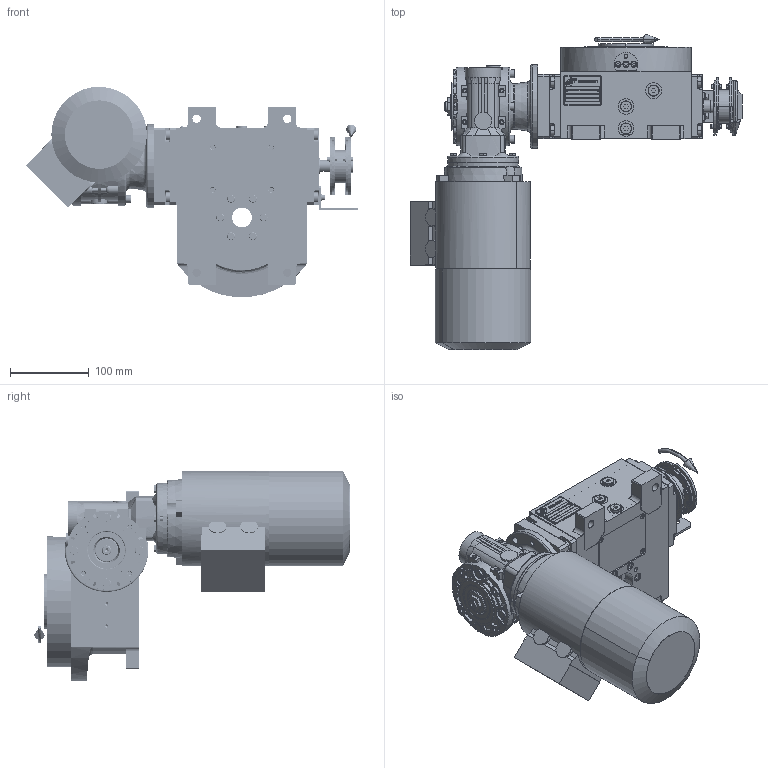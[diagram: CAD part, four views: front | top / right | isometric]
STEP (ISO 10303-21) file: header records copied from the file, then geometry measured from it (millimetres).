
FILE_DESCRIPTION (( 'STEP AP203' ), '1' );
FILE_NAME ('PC5201949.step', '2026-03-19T08:46:29', ( '' ), ( '' ), 'SwSTEP 2.0', 'SolidWorks 2020', '' );
FILE_SCHEMA (( 'CONFIG_CONTROL_DESIGN' ));
Length unit declared in the file: millimetre
Products named in the file (92): AS_900_38_30_003; cfn2000_01_147; AS_rig04_004; rig04_004; CFN2010_01_006.stp; cfn2000_01_151; rig04_015; cfn2205_01_012; olio_agip_blasia_150; cfn2151_01_092; CFN2155_01_007.stp; RIG06_021_AF0.stp; cfn2003_01_063; cfn2115_02_194; cfn2155_01_055; freccia_angolare_albero; AS_900_38_10_028; rig04_071_6_m.stp; rig04_007_master; cfn2070_05_001; cfn2000_01_161; cfn2055_01_002; CFN2000_01_185.stp; cfn2000_01_129; rig04_004_s_002; cfn2128_04_011; cfn2155_01_038; AS_rig04_014_s_001; RIG04_005_AF0.stp; AS_rig04_004_s_001; AS_rig04_071_6_m; cfn2000_01_184; AS_rig04_002_bl_004; cfn2155_01_186; AS_900_00_00_005; CFN2104_02_017.stp; cfn2151_01_162; cfn2151_01_087; cfn2115_02_182; RMI40_F1_LCB_DX_63B14 ...
Assembly tree (86 placements, depth 5):
  CFN2010_01_006.stp
  cfn2205_01_012
  olio_agip_blasia_150
  cfn2151_01_092
  rig04_007_master
Bounding box: 420.63 x 399.49 x 266.39 mm (x, y, z)
Volume: 4804427 mm3; surface area: 756992.9 mm2
Topology: 87 solids, 87 shells, 4000 faces, 9951 edges, 6365 vertices
Faces by surface type: plane 1859, cylinder 1345, cone 621, torus 151, bspline 18, sphere 6
Entity records: 135398 total; most frequent: CARTESIAN_POINT 32154, DIRECTION 19983, ORIENTED_EDGE 19160, EDGE_CURVE 9580, AXIS2_PLACEMENT_3D 7338, VERTEX_POINT 6184, VECTOR 5307, LINE 5307
